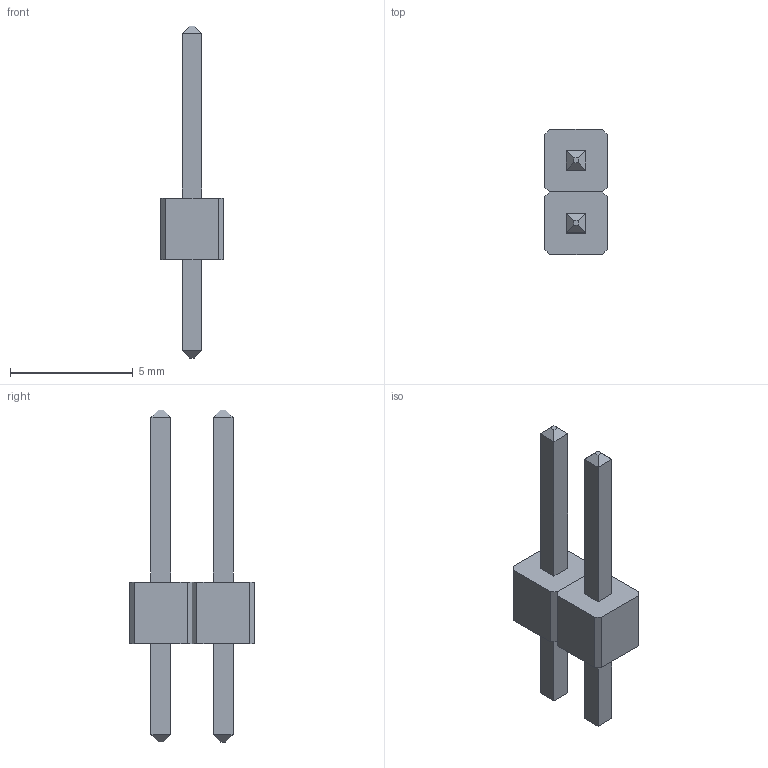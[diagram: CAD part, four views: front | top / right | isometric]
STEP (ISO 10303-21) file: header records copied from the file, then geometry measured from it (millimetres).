
FILE_DESCRIPTION(('STEP AP214'),'1');
FILE_NAME('Pin Header 2.54-02.stp','2022-10-24T06:36:52',(' '),(' '),'Spatial InterOp 3D',' ',' ');
FILE_SCHEMA(('AUTOMOTIVE_DESIGN { 1 0 10303 214 1 1 1 1 }'));
Length unit declared in the file: millimetre
Products named in the file (2): Pin Header  2.54; Pin Header 2.54x1
Assembly tree (2 placements, depth 2):
  Pin Header  2.54
    Pin Header 2.54x1  x2
Bounding box: 2.54 x 5.08 x 13.5 mm (x, y, z)
Volume: 45.5 mm3; surface area: 141.5 mm2
Topology: 2 solids, 2 shells, 56 faces, 128 edges, 80 vertices
Faces by surface type: plane 56
Entity records: 1039 total; most frequent: CARTESIAN_POINT 135, ORIENTED_EDGE 128, DIRECTION 126, EDGE_CURVE 64, LINE 64, VECTOR 64, VERTEX_POINT 40, AXIS2_PLACEMENT_3D 31
